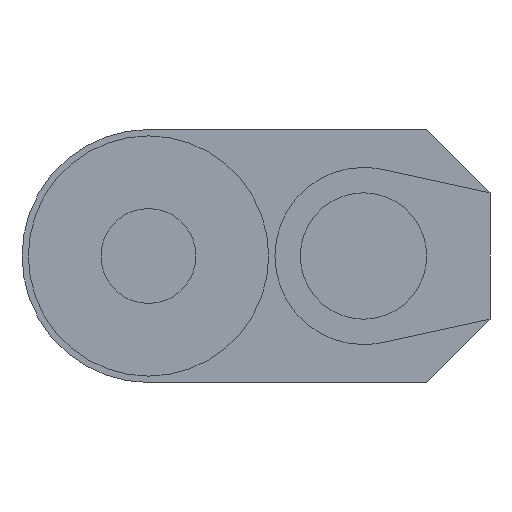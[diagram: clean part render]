
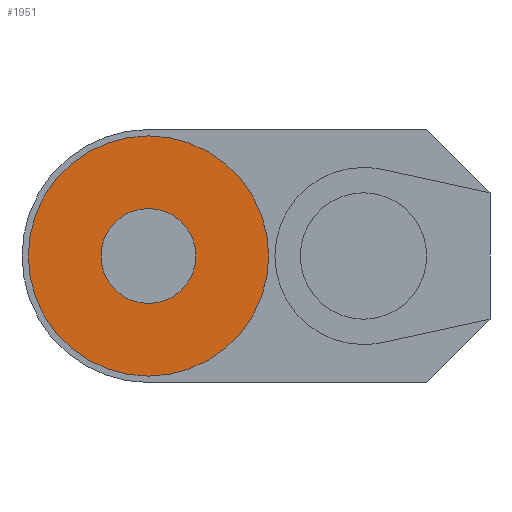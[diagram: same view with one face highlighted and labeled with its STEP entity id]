
A CAD part, front view. The second image highlights one B-rep face of the part: STEP entity #1951.
In plain terms, the highlighted planar face has unit normal (0, -1, 0).
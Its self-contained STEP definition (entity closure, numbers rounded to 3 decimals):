
#82 = DIRECTION ( 'NONE',  ( 0., -1., 0. ) ) ;
#145 = VERTEX_POINT ( 'NONE', #561 ) ;
#267 = EDGE_CURVE ( 'NONE', #1856, #145, #396, .T. ) ;
#321 = ORIENTED_EDGE ( 'NONE', *, *, #267, .F. ) ;
#338 = AXIS2_PLACEMENT_3D ( 'NONE', #1223, #822, #1852 ) ;
#384 = DIRECTION ( 'NONE',  ( 0., -1., 0. ) ) ;
#396 = CIRCLE ( 'NONE', #1989, 7.5 ) ;
#449 = CIRCLE ( 'NONE', #2048, 7.5 ) ;
#465 = DIRECTION ( 'NONE',  ( 0., 0., -1. ) ) ;
#561 = CARTESIAN_POINT ( 'NONE',  ( -27., -96., 7.5 ) ) ;
#587 = EDGE_LOOP ( 'NONE', ( #828, #321 ) ) ;
#605 = DIRECTION ( 'NONE',  ( 0., 0., -1. ) ) ;
#758 = DIRECTION ( 'NONE',  ( 0., 0., -1. ) ) ;
#819 = CIRCLE ( 'NONE', #1026, 19. ) ;
#822 = DIRECTION ( 'NONE',  ( 0., -1., 0. ) ) ;
#828 = ORIENTED_EDGE ( 'NONE', *, *, #964, .F. ) ;
#881 = DIRECTION ( 'NONE',  ( 0., 0., -1. ) ) ;
#920 = CARTESIAN_POINT ( 'NONE',  ( -27., -96., 0. ) ) ;
#964 = EDGE_CURVE ( 'NONE', #145, #1856, #449, .T. ) ;
#1026 = AXIS2_PLACEMENT_3D ( 'NONE', #2049, #384, #605 ) ;
#1183 = CARTESIAN_POINT ( 'NONE',  ( -27., -96., -19. ) ) ;
#1185 = DIRECTION ( 'NONE',  ( 0., -1., 0. ) ) ;
#1223 = CARTESIAN_POINT ( 'NONE',  ( -27., -96., 0. ) ) ;
#1261 = DIRECTION ( 'NONE',  ( 0., -1., 0. ) ) ;
#1264 = VERTEX_POINT ( 'NONE', #1183 ) ;
#1399 = PLANE ( 'NONE',  #2122 ) ;
#1587 = FACE_OUTER_BOUND ( 'NONE', #2020, .T. ) ;
#1624 = CIRCLE ( 'NONE', #338, 19. ) ;
#1842 = FACE_BOUND ( 'NONE', #587, .T. ) ;
#1852 = DIRECTION ( 'NONE',  ( 0., 0., -1. ) ) ;
#1856 = VERTEX_POINT ( 'NONE', #2524 ) ;
#1947 = ORIENTED_EDGE ( 'NONE', *, *, #1995, .T. ) ;
#1951 = ADVANCED_FACE ( 'NONE', ( #1842, #1587 ), #1399, .T. ) ;
#1989 = AXIS2_PLACEMENT_3D ( 'NONE', #920, #82, #881 ) ;
#1995 = EDGE_CURVE ( 'NONE', #1264, #2593, #819, .T. ) ;
#2020 = EDGE_LOOP ( 'NONE', ( #2041, #1947 ) ) ;
#2029 = CARTESIAN_POINT ( 'NONE',  ( -27., -96., 19. ) ) ;
#2041 = ORIENTED_EDGE ( 'NONE', *, *, #2574, .T. ) ;
#2048 = AXIS2_PLACEMENT_3D ( 'NONE', #2523, #1261, #465 ) ;
#2049 = CARTESIAN_POINT ( 'NONE',  ( -27., -96., 0. ) ) ;
#2122 = AXIS2_PLACEMENT_3D ( 'NONE', #2627, #1185, #758 ) ;
#2523 = CARTESIAN_POINT ( 'NONE',  ( -27., -96., 0. ) ) ;
#2524 = CARTESIAN_POINT ( 'NONE',  ( -27., -96., -7.5 ) ) ;
#2574 = EDGE_CURVE ( 'NONE', #2593, #1264, #1624, .T. ) ;
#2593 = VERTEX_POINT ( 'NONE', #2029 ) ;
#2627 = CARTESIAN_POINT ( 'NONE',  ( -27., -96., 0. ) ) ;
